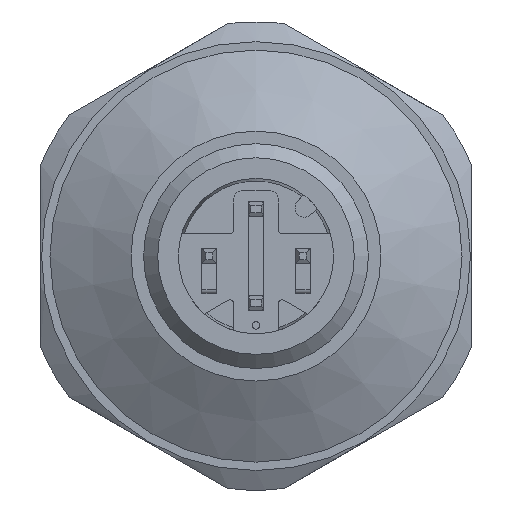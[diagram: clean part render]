
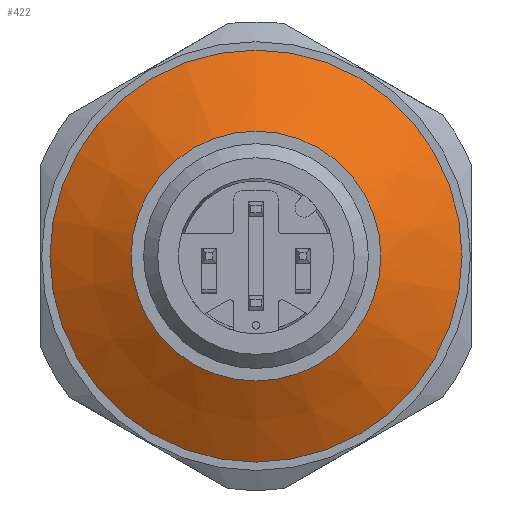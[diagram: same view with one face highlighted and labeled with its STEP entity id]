
A CAD part, front view. The second image highlights one B-rep face of the part: STEP entity #422.
In plain terms, the highlighted conical face has half-angle 60 degrees and reference radius 6.67 mm.
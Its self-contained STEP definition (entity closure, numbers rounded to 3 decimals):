
#422 = ADVANCED_FACE( '', ( #909, #910 ), #911, .T. );
#909 = FACE_OUTER_BOUND( '', #1454, .T. );
#910 = FACE_BOUND( '', #1455, .T. );
#911 = CONICAL_SURFACE( '', #1456, 6.67, 1.047 );
#1454 = EDGE_LOOP( '', ( #2618 ) );
#1455 = EDGE_LOOP( '', ( #2619 ) );
#1456 = AXIS2_PLACEMENT_3D( '', #2620, #2621, #2622 );
#2618 = ORIENTED_EDGE( '', *, *, #3502, .F. );
#2619 = ORIENTED_EDGE( '', *, *, #3503, .T. );
#2620 = CARTESIAN_POINT( '', ( 0., -71., 0. ) );
#2621 = DIRECTION( '', ( 0., 1., 0. ) );
#2622 = DIRECTION( '', ( 0., 0., 1. ) );
#3502 = EDGE_CURVE( '', #4303, #4303, #4304, .T. );
#3503 = EDGE_CURVE( '', #4305, #4305, #4306, .T. );
#4303 = VERTEX_POINT( '', #5459 );
#4304 = CIRCLE( '', #5460, 11. );
#4305 = VERTEX_POINT( '', #5461 );
#4306 = CIRCLE( '', #5462, 6.67 );
#5459 = CARTESIAN_POINT( '', ( 0., -68.5, 11. ) );
#5460 = AXIS2_PLACEMENT_3D( '', #6172, #6173, #6174 );
#5461 = CARTESIAN_POINT( '', ( 0., -71., 6.67 ) );
#5462 = AXIS2_PLACEMENT_3D( '', #6175, #6176, #6177 );
#6172 = CARTESIAN_POINT( '', ( 0., -68.5, 0. ) );
#6173 = DIRECTION( '', ( 0., 1., 0. ) );
#6174 = DIRECTION( '', ( 0., 0., 1. ) );
#6175 = CARTESIAN_POINT( '', ( 0., -71., 0. ) );
#6176 = DIRECTION( '', ( 0., 1., 0. ) );
#6177 = DIRECTION( '', ( 0., 0., 1. ) );
